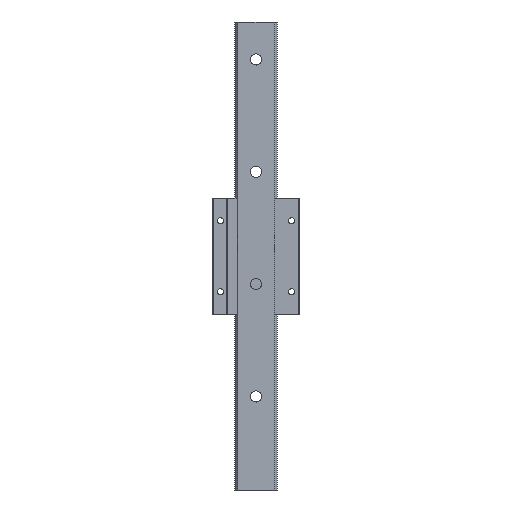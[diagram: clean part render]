
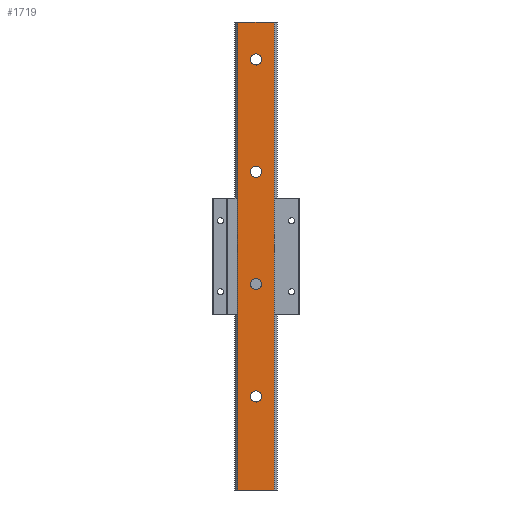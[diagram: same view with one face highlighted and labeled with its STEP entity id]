
A CAD part, front view. The second image highlights one B-rep face of the part: STEP entity #1719.
In plain terms, the highlighted planar face has unit normal (0, -1, 0).
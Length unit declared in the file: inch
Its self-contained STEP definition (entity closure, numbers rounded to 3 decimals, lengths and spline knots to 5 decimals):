
#58 = CARTESIAN_POINT ( 'NONE',  ( 0.38342, 0., -9.84252 ) ) ;
#84 = VERTEX_POINT ( 'NONE', #4615 ) ;
#94 = LINE ( 'NONE', #4403, #3410 ) ;
#113 = CARTESIAN_POINT ( 'NONE',  ( 0., 0., -7.87402 ) ) ;
#161 = DIRECTION ( 'NONE',  ( 0., 0., 1. ) ) ;
#170 = VERTEX_POINT ( 'NONE', #2931 ) ;
#201 = EDGE_CURVE ( 'NONE', #3764, #1626, #3274, .T. ) ;
#258 = PLANE ( 'NONE',  #3812 ) ;
#263 = CARTESIAN_POINT ( 'NONE',  ( -0.38342, 0., -9.8425 ) ) ;
#272 = CIRCLE ( 'NONE', #4081, 0.11811 ) ;
#300 = CARTESIAN_POINT ( 'NONE',  ( 0., 0., -5.62992 ) ) ;
#326 = LINE ( 'NONE', #1759, #2884 ) ;
#396 = AXIS2_PLACEMENT_3D ( 'NONE', #4023, #2555, #2899 ) ;
#422 = DIRECTION ( 'NONE',  ( 0., 1., 0. ) ) ;
#434 = DIRECTION ( 'NONE',  ( 1., 0., 0. ) ) ;
#475 = CIRCLE ( 'NONE', #3990, 0.11811 ) ;
#503 = DIRECTION ( 'NONE',  ( 0., 0., 1. ) ) ;
#631 = FACE_OUTER_BOUND ( 'NONE', #4021, .T. ) ;
#634 = ORIENTED_EDGE ( 'NONE', *, *, #201, .T. ) ;
#661 = EDGE_CURVE ( 'NONE', #3764, #757, #3765, .T. ) ;
#757 = VERTEX_POINT ( 'NONE', #4257 ) ;
#766 = CIRCLE ( 'NONE', #3980, 0.11811 ) ;
#822 = CARTESIAN_POINT ( 'NONE',  ( 0., 0., -5.51181 ) ) ;
#887 = CIRCLE ( 'NONE', #2089, 0.11811 ) ;
#888 = ORIENTED_EDGE ( 'NONE', *, *, #3722, .T. ) ;
#962 = EDGE_CURVE ( 'NONE', #2839, #84, #1414, .T. ) ;
#1031 = ORIENTED_EDGE ( 'NONE', *, *, #2655, .T. ) ;
#1094 = DIRECTION ( 'NONE',  ( 0., 1., 0. ) ) ;
#1115 = ORIENTED_EDGE ( 'NONE', *, *, #3121, .T. ) ;
#1219 = EDGE_CURVE ( 'NONE', #1972, #1361, #3726, .T. ) ;
#1267 = VERTEX_POINT ( 'NONE', #1451 ) ;
#1309 = FACE_BOUND ( 'NONE', #1849, .T. ) ;
#1332 = VECTOR ( 'NONE', #434, 39.37008 ) ;
#1361 = VERTEX_POINT ( 'NONE', #2942 ) ;
#1393 = CARTESIAN_POINT ( 'NONE',  ( 0., 0., -0.90551 ) ) ;
#1414 = CIRCLE ( 'NONE', #3504, 0.11811 ) ;
#1451 = CARTESIAN_POINT ( 'NONE',  ( 0., 0., -3.26772 ) ) ;
#1470 = EDGE_CURVE ( 'NONE', #84, #2839, #887, .T. ) ;
#1540 = DIRECTION ( 'NONE',  ( 0., 1., 0. ) ) ;
#1610 = EDGE_LOOP ( 'NONE', ( #1115, #2579 ) ) ;
#1626 = VERTEX_POINT ( 'NONE', #2084 ) ;
#1651 = AXIS2_PLACEMENT_3D ( 'NONE', #3061, #1540, #2964 ) ;
#1668 = FACE_BOUND ( 'NONE', #4274, .T. ) ;
#1689 = FACE_BOUND ( 'NONE', #2983, .T. ) ;
#1719 = ADVANCED_FACE ( 'NONE', ( #1309, #1689, #1668, #1738, #631 ), #258, .T. ) ;
#1738 = FACE_BOUND ( 'NONE', #1610, .T. ) ;
#1759 = CARTESIAN_POINT ( 'NONE',  ( 0.38342, 0., -9.8425 ) ) ;
#1823 = ORIENTED_EDGE ( 'NONE', *, *, #3596, .T. ) ;
#1849 = EDGE_LOOP ( 'NONE', ( #1031, #888 ) ) ;
#1972 = VERTEX_POINT ( 'NONE', #1393 ) ;
#2084 = CARTESIAN_POINT ( 'NONE',  ( 0.38342, 0., -9.84252 ) ) ;
#2089 = AXIS2_PLACEMENT_3D ( 'NONE', #2683, #3344, #161 ) ;
#2187 = ORIENTED_EDGE ( 'NONE', *, *, #661, .F. ) ;
#2201 = DIRECTION ( 'NONE',  ( 0., 0., 1. ) ) ;
#2257 = DIRECTION ( 'NONE',  ( 0., 0., 1. ) ) ;
#2333 = ORIENTED_EDGE ( 'NONE', *, *, #2575, .T. ) ;
#2352 = ORIENTED_EDGE ( 'NONE', *, *, #962, .T. ) ;
#2365 = CARTESIAN_POINT ( 'NONE',  ( 0., 0., -3.0315 ) ) ;
#2521 = VERTEX_POINT ( 'NONE', #300 ) ;
#2555 = DIRECTION ( 'NONE',  ( 0., 1., 0. ) ) ;
#2575 = EDGE_CURVE ( 'NONE', #1626, #3411, #326, .T. ) ;
#2579 = ORIENTED_EDGE ( 'NONE', *, *, #1219, .T. ) ;
#2611 = CARTESIAN_POINT ( 'NONE',  ( 0., 0., -7.99213 ) ) ;
#2655 = EDGE_CURVE ( 'NONE', #3449, #1267, #272, .T. ) ;
#2683 = CARTESIAN_POINT ( 'NONE',  ( 0., 0., -7.87402 ) ) ;
#2839 = VERTEX_POINT ( 'NONE', #2611 ) ;
#2884 = VECTOR ( 'NONE', #3184, 39.37008 ) ;
#2899 = DIRECTION ( 'NONE',  ( 0., 0., 1. ) ) ;
#2931 = CARTESIAN_POINT ( 'NONE',  ( 0., 0., -5.3937 ) ) ;
#2942 = CARTESIAN_POINT ( 'NONE',  ( 0., 0., -0.66929 ) ) ;
#2964 = DIRECTION ( 'NONE',  ( 0., 0., 1. ) ) ;
#2983 = EDGE_LOOP ( 'NONE', ( #1823, #3019 ) ) ;
#2997 = DIRECTION ( 'NONE',  ( 0., 1., 0. ) ) ;
#3019 = ORIENTED_EDGE ( 'NONE', *, *, #4621, .T. ) ;
#3061 = CARTESIAN_POINT ( 'NONE',  ( 0., 0., -0.7874 ) ) ;
#3077 = EDGE_CURVE ( 'NONE', #757, #3411, #94, .T. ) ;
#3121 = EDGE_CURVE ( 'NONE', #1361, #1972, #3934, .T. ) ;
#3184 = DIRECTION ( 'NONE',  ( 0., 0., 1. ) ) ;
#3201 = DIRECTION ( 'NONE',  ( 0., 0., 1. ) ) ;
#3274 = LINE ( 'NONE', #58, #1332 ) ;
#3344 = DIRECTION ( 'NONE',  ( 0., 1., 0. ) ) ;
#3394 = CARTESIAN_POINT ( 'NONE',  ( 0.38342, 0., 0. ) ) ;
#3410 = VECTOR ( 'NONE', #4425, 39.37008 ) ;
#3411 = VERTEX_POINT ( 'NONE', #3394 ) ;
#3449 = VERTEX_POINT ( 'NONE', #2365 ) ;
#3504 = AXIS2_PLACEMENT_3D ( 'NONE', #113, #422, #2201 ) ;
#3529 = DIRECTION ( 'NONE',  ( 0., 0., -1. ) ) ;
#3596 = EDGE_CURVE ( 'NONE', #170, #2521, #766, .T. ) ;
#3608 = CIRCLE ( 'NONE', #396, 0.11811 ) ;
#3636 = AXIS2_PLACEMENT_3D ( 'NONE', #4304, #1094, #3201 ) ;
#3722 = EDGE_CURVE ( 'NONE', #1267, #3449, #3608, .T. ) ;
#3726 = CIRCLE ( 'NONE', #1651, 0.11811 ) ;
#3764 = VERTEX_POINT ( 'NONE', #4289 ) ;
#3765 = LINE ( 'NONE', #263, #4482 ) ;
#3812 = AXIS2_PLACEMENT_3D ( 'NONE', #3853, #4596, #3529 ) ;
#3853 = CARTESIAN_POINT ( 'NONE',  ( -0.38342, 0., -9.8425 ) ) ;
#3934 = CIRCLE ( 'NONE', #3636, 0.11811 ) ;
#3945 = ORIENTED_EDGE ( 'NONE', *, *, #1470, .T. ) ;
#3980 = AXIS2_PLACEMENT_3D ( 'NONE', #4556, #4507, #4152 ) ;
#3990 = AXIS2_PLACEMENT_3D ( 'NONE', #822, #2997, #2257 ) ;
#3997 = CARTESIAN_POINT ( 'NONE',  ( 0., 0., -3.14961 ) ) ;
#4021 = EDGE_LOOP ( 'NONE', ( #2187, #634, #2333, #4285 ) ) ;
#4023 = CARTESIAN_POINT ( 'NONE',  ( 0., 0., -3.14961 ) ) ;
#4042 = DIRECTION ( 'NONE',  ( 0., 1., 0. ) ) ;
#4081 = AXIS2_PLACEMENT_3D ( 'NONE', #3997, #4042, #503 ) ;
#4152 = DIRECTION ( 'NONE',  ( 0., 0., 1. ) ) ;
#4257 = CARTESIAN_POINT ( 'NONE',  ( -0.38342, 0., 0. ) ) ;
#4274 = EDGE_LOOP ( 'NONE', ( #3945, #2352 ) ) ;
#4285 = ORIENTED_EDGE ( 'NONE', *, *, #3077, .F. ) ;
#4289 = CARTESIAN_POINT ( 'NONE',  ( -0.38342, 0., -9.84252 ) ) ;
#4304 = CARTESIAN_POINT ( 'NONE',  ( 0., 0., -0.7874 ) ) ;
#4403 = CARTESIAN_POINT ( 'NONE',  ( -0.38342, 0., 0. ) ) ;
#4425 = DIRECTION ( 'NONE',  ( 1., 0., 0. ) ) ;
#4430 = DIRECTION ( 'NONE',  ( 0., 0., 1. ) ) ;
#4482 = VECTOR ( 'NONE', #4430, 39.37008 ) ;
#4507 = DIRECTION ( 'NONE',  ( 0., 1., 0. ) ) ;
#4556 = CARTESIAN_POINT ( 'NONE',  ( 0., 0., -5.51181 ) ) ;
#4596 = DIRECTION ( 'NONE',  ( 0., -1., 0. ) ) ;
#4615 = CARTESIAN_POINT ( 'NONE',  ( 0., 0., -7.75591 ) ) ;
#4621 = EDGE_CURVE ( 'NONE', #2521, #170, #475, .T. ) ;
